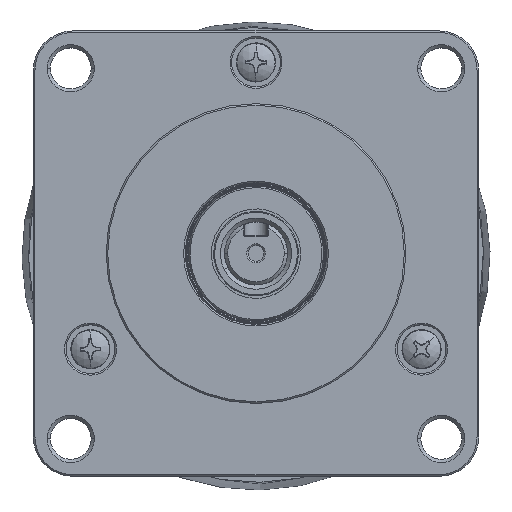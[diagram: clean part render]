
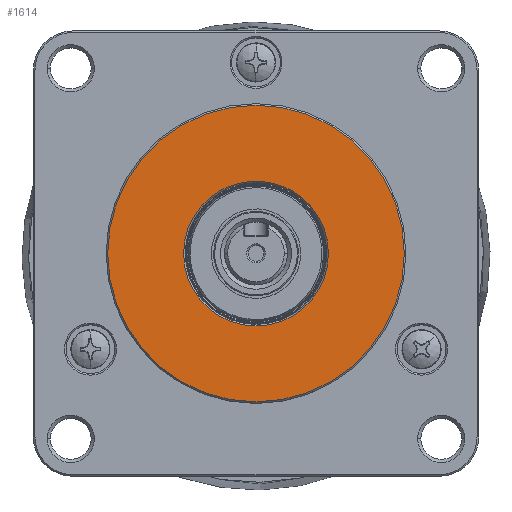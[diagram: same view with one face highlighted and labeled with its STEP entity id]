
A CAD part, top view. The second image highlights one B-rep face of the part: STEP entity #1614.
In plain terms, the highlighted planar face has unit normal (0, 0, 1).
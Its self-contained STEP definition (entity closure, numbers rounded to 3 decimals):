
#875 = ORIENTED_EDGE ( 'NONE', *, *, #16025, .T. ) ;
#1614 = ADVANCED_FACE ( 'NONE', ( #13551, #8908 ), #3841, .T. ) ;
#1620 = CARTESIAN_POINT ( 'NONE',  ( 0., 0., 20.6 ) ) ;
#2007 = EDGE_LOOP ( 'NONE', ( #8652, #13178 ) ) ;
#2116 = CARTESIAN_POINT ( 'NONE',  ( 0., 0., 20.6 ) ) ;
#2495 = VERTEX_POINT ( 'NONE', #2810 ) ;
#2574 = AXIS2_PLACEMENT_3D ( 'NONE', #10053, #14995, #13516 ) ;
#2605 = VERTEX_POINT ( 'NONE', #19879 ) ;
#2810 = CARTESIAN_POINT ( 'NONE',  ( 9.2, 0., 20.6 ) ) ;
#3357 = CARTESIAN_POINT ( 'NONE',  ( -18.85, 0., 20.6 ) ) ;
#3841 = PLANE ( 'NONE',  #17511 ) ;
#5397 = CARTESIAN_POINT ( 'NONE',  ( 0., 0., 20.6 ) ) ;
#5515 = CIRCLE ( 'NONE', #9606, 18.85 ) ;
#5759 = CARTESIAN_POINT ( 'NONE',  ( 18.85, 0., 20.6 ) ) ;
#6146 = VERTEX_POINT ( 'NONE', #3357 ) ;
#6273 = VERTEX_POINT ( 'NONE', #5759 ) ;
#7435 = EDGE_LOOP ( 'NONE', ( #11248, #875 ) ) ;
#8322 = CIRCLE ( 'NONE', #2574, 9.2 ) ;
#8652 = ORIENTED_EDGE ( 'NONE', *, *, #10330, .T. ) ;
#8696 = EDGE_CURVE ( 'NONE', #2495, #2605, #15938, .T. ) ;
#8908 = FACE_OUTER_BOUND ( 'NONE', #2007, .T. ) ;
#8936 = DIRECTION ( 'NONE',  ( 0., 0., -1. ) ) ;
#9606 = AXIS2_PLACEMENT_3D ( 'NONE', #1620, #10113, #17698 ) ;
#10053 = CARTESIAN_POINT ( 'NONE',  ( 0., 0., 20.6 ) ) ;
#10113 = DIRECTION ( 'NONE',  ( 0., 0., 1. ) ) ;
#10315 = DIRECTION ( 'NONE',  ( 0., 0., 1. ) ) ;
#10330 = EDGE_CURVE ( 'NONE', #6146, #6273, #12970, .T. ) ;
#11248 = ORIENTED_EDGE ( 'NONE', *, *, #8696, .T. ) ;
#12089 = CARTESIAN_POINT ( 'NONE',  ( 0., 0., 20.6 ) ) ;
#12970 = CIRCLE ( 'NONE', #17366, 18.85 ) ;
#13178 = ORIENTED_EDGE ( 'NONE', *, *, #20743, .T. ) ;
#13516 = DIRECTION ( 'NONE',  ( 1., 0., 0. ) ) ;
#13551 = FACE_BOUND ( 'NONE', #7435, .T. ) ;
#14706 = DIRECTION ( 'NONE',  ( 1., 0., 0. ) ) ;
#14810 = DIRECTION ( 'NONE',  ( 0., 0., 1. ) ) ;
#14995 = DIRECTION ( 'NONE',  ( 0., 0., -1. ) ) ;
#15938 = CIRCLE ( 'NONE', #16955, 9.2 ) ;
#16025 = EDGE_CURVE ( 'NONE', #2605, #2495, #8322, .T. ) ;
#16955 = AXIS2_PLACEMENT_3D ( 'NONE', #12089, #8936, #17073 ) ;
#17073 = DIRECTION ( 'NONE',  ( 1., 0., 0. ) ) ;
#17366 = AXIS2_PLACEMENT_3D ( 'NONE', #2116, #14810, #14706 ) ;
#17511 = AXIS2_PLACEMENT_3D ( 'NONE', #5397, #10315, #20085 ) ;
#17698 = DIRECTION ( 'NONE',  ( 1., 0., 0. ) ) ;
#19879 = CARTESIAN_POINT ( 'NONE',  ( -9.2, 0., 20.6 ) ) ;
#20085 = DIRECTION ( 'NONE',  ( 1., 0., 0. ) ) ;
#20743 = EDGE_CURVE ( 'NONE', #6273, #6146, #5515, .T. ) ;
